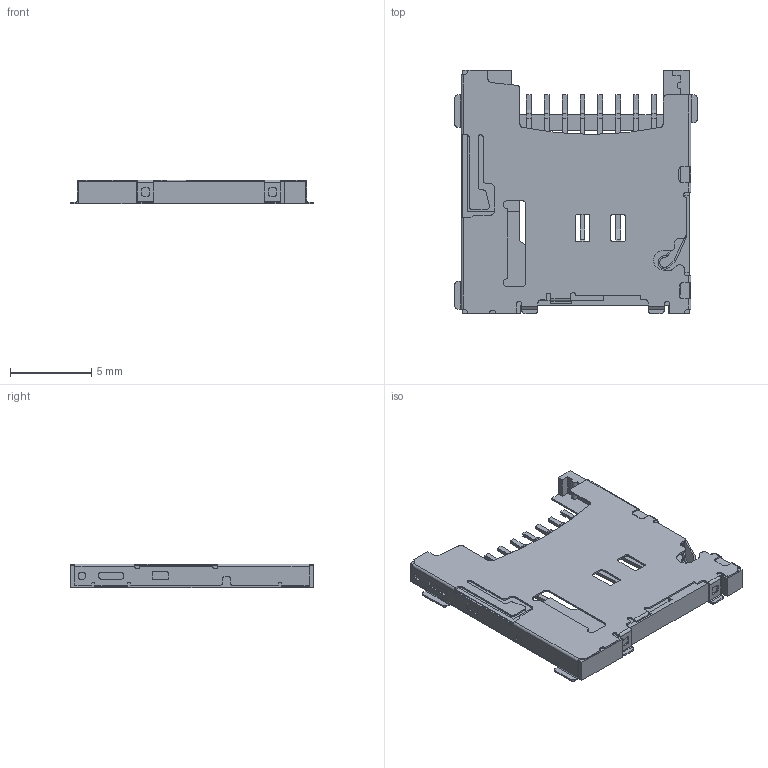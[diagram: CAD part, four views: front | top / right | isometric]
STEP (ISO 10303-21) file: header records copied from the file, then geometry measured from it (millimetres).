
FILE_DESCRIPTION(/* description */ (''),/* implementation_level */ '2;1');
FILE_NAME(/* name */ '503182-1852.step',/* time_stamp */ '2023-11-01T01:13:16-07:00',/* author */ (''),/* organization */ (''),/* preprocessor_version */ 'ST-DEVELOPER v20',/* originating_system */ 'Autodesk Translation Framework v12.14.0.127',/* authorisation */ '');
FILE_SCHEMA (('AUTOMOTIVE_DESIGN { 1 0 10303 214 3 1 1 }'));
Length unit declared in the file: millimetre
Products named in the file (1): (Unsaved)
Bounding box: 14.94 x 14.95 x 1.47 mm (x, y, z)
Volume: 81.2 mm3; surface area: 802.4 mm2
Topology: 13 solids, 13 shells, 568 faces, 1529 edges, 980 vertices
Faces by surface type: plane 384, cylinder 184
Entity records: 17716 total; most frequent: CARTESIAN_POINT 3078, ORIENTED_EDGE 3058, DIRECTION 3036, EDGE_CURVE 1529, LINE 1160, VECTOR 1160, VERTEX_POINT 980, AXIS2_PLACEMENT_3D 938
